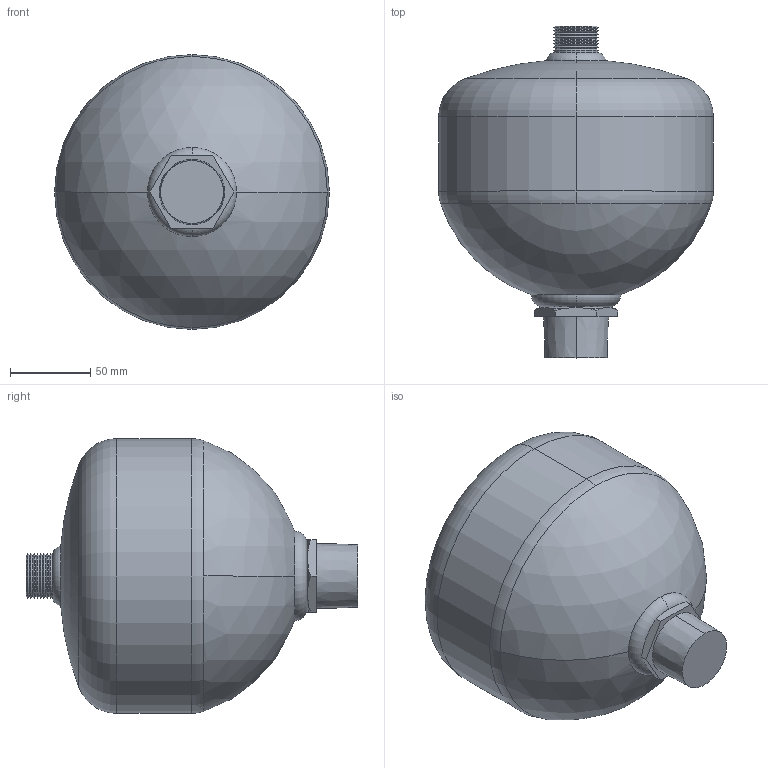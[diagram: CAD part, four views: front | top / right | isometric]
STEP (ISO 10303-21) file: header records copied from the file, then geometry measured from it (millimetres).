
FILE_DESCRIPTION (( 'STEP AP214' ), '1' );
FILE_NAME ('6015.STEP', '2018-04-18T18:18:44', ( 'IT' ), ( 'Microsoft' ), 'SwSTEP 2.0', 'SolidWorks 2018', '' );
FILE_SCHEMA (( 'AUTOMOTIVE_DESIGN' ));
Length unit declared in the file: inch
Products named in the file (1): 6015
Bounding box: 171.45 x 207.12 x 171.45 mm (x, y, z)
Volume: 2713004 mm3; surface area: 102313 mm2
Topology: 1 solids, 1 shells, 78 faces, 174 edges, 102 vertices
Faces by surface type: cone 34, plane 18, torus 16, cylinder 8, sphere 2
Entity records: 2522 total; most frequent: CARTESIAN_POINT 447, DIRECTION 394, ORIENTED_EDGE 348, EDGE_CURVE 174, AXIS2_PLACEMENT_3D 161, VERTEX_POINT 102, CIRCLE 82, EDGE_LOOP 82
